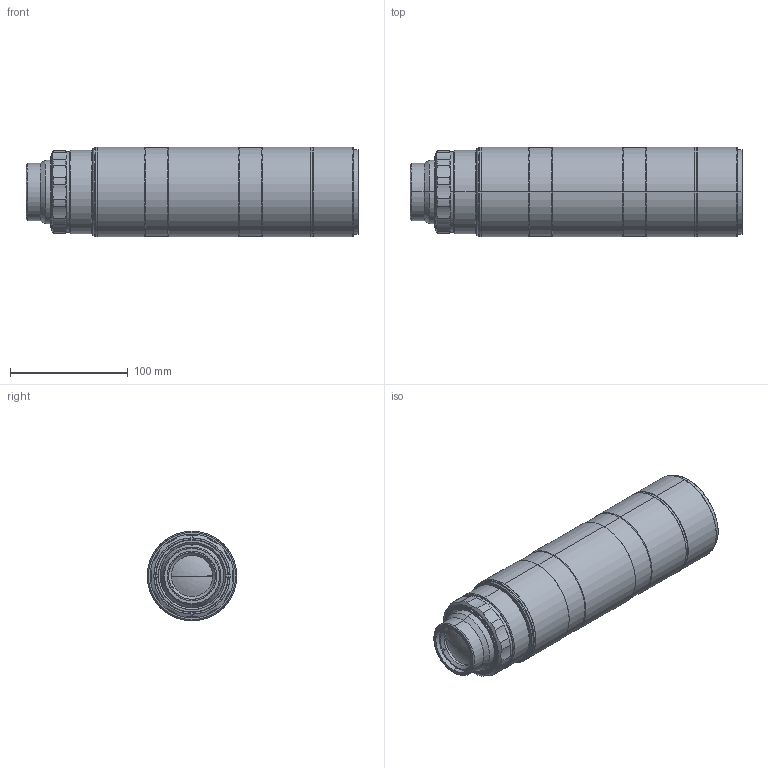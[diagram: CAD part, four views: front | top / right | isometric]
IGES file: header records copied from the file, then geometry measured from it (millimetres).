
Start section: SolidWorks IGES file using analytic representation for surfaces
Global section: file name: DP21291-B_MC12K200X-R.igs; native system: SolidWorks 2021; preprocessor: SolidWorks 2021; author: lrizzotto; date: 211223.121459; units: millimetre
Bounding box: 281.64 x 76 x 76 mm (x, y, z)
Surface area: 130564.5 mm2 (no closed solid volume)
Topology: 0 solids, 0 shells, 134 faces, 2948 edges, 2947 vertices
Faces by surface type: revolution 107, bspline 27
